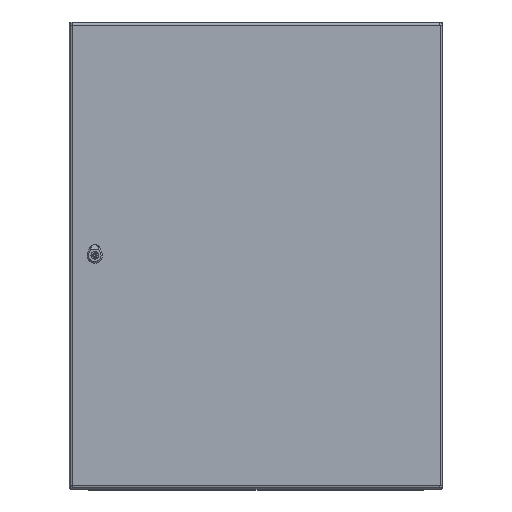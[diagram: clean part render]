
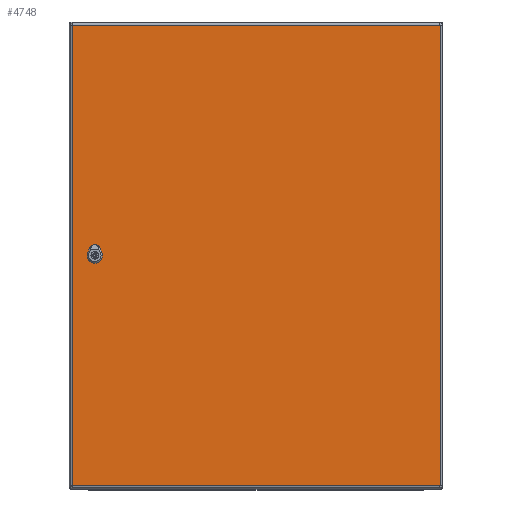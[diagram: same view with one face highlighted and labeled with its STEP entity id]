
A CAD part, top view. The second image highlights one B-rep face of the part: STEP entity #4748.
In plain terms, the highlighted face is planar.
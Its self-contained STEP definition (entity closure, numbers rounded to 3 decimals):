
#2882=FACE_BOUND('',#6835,.T.);
#2883=FACE_BOUND('',#6836,.T.);
#4024=CIRCLE('',#17681,11.25);
#4025=CIRCLE('',#17682,11.25);
#4026=CIRCLE('',#17683,11.25);
#4027=CIRCLE('',#17684,11.25);
#4028=CIRCLE('',#17685,0.4);
#4029=CIRCLE('',#17686,0.4);
#4030=CIRCLE('',#17687,0.4);
#4031=CIRCLE('',#17688,0.4);
#4748=ADVANCED_FACE('',(#2882,#2883),#5322,.F.);
#5322=PLANE('',#17689);
#6835=EDGE_LOOP('',(#9167,#9168,#9169,#9170,#9171,#9172,#9173,#9174));
#6836=EDGE_LOOP('',(#9175,#9176,#9177,#9178,#9179,#9180,#9181,#9182));
#9167=ORIENTED_EDGE('',*,*,#13955,.T.);
#9168=ORIENTED_EDGE('',*,*,#13956,.T.);
#9169=ORIENTED_EDGE('',*,*,#13957,.T.);
#9170=ORIENTED_EDGE('',*,*,#13958,.T.);
#9171=ORIENTED_EDGE('',*,*,#13959,.T.);
#9172=ORIENTED_EDGE('',*,*,#13960,.T.);
#9173=ORIENTED_EDGE('',*,*,#13961,.T.);
#9174=ORIENTED_EDGE('',*,*,#13962,.T.);
#9175=ORIENTED_EDGE('',*,*,#13963,.F.);
#9176=ORIENTED_EDGE('',*,*,#13964,.F.);
#9177=ORIENTED_EDGE('',*,*,#13965,.F.);
#9178=ORIENTED_EDGE('',*,*,#13966,.F.);
#9179=ORIENTED_EDGE('',*,*,#13967,.F.);
#9180=ORIENTED_EDGE('',*,*,#13968,.F.);
#9181=ORIENTED_EDGE('',*,*,#13969,.F.);
#9182=ORIENTED_EDGE('',*,*,#13970,.F.);
#12303=VERTEX_POINT('',#25168);
#12304=VERTEX_POINT('',#25169);
#12305=VERTEX_POINT('',#25171);
#12306=VERTEX_POINT('',#25173);
#12307=VERTEX_POINT('',#25175);
#12308=VERTEX_POINT('',#25177);
#12309=VERTEX_POINT('',#25179);
#12310=VERTEX_POINT('',#25181);
#12311=VERTEX_POINT('',#25184);
#12312=VERTEX_POINT('',#25185);
#12313=VERTEX_POINT('',#25187);
#12314=VERTEX_POINT('',#25189);
#12315=VERTEX_POINT('',#25191);
#12316=VERTEX_POINT('',#25193);
#12317=VERTEX_POINT('',#25195);
#12318=VERTEX_POINT('',#25197);
#13955=EDGE_CURVE('',#12303,#12304,#15457,.T.);
#13956=EDGE_CURVE('',#12304,#12305,#4024,.T.);
#13957=EDGE_CURVE('',#12305,#12306,#15458,.T.);
#13958=EDGE_CURVE('',#12306,#12307,#4025,.T.);
#13959=EDGE_CURVE('',#12307,#12308,#15459,.T.);
#13960=EDGE_CURVE('',#12308,#12309,#4026,.T.);
#13961=EDGE_CURVE('',#12309,#12310,#15460,.T.);
#13962=EDGE_CURVE('',#12310,#12303,#4027,.T.);
#13963=EDGE_CURVE('',#12311,#12312,#4028,.T.);
#13964=EDGE_CURVE('',#12313,#12311,#15461,.T.);
#13965=EDGE_CURVE('',#12314,#12313,#4029,.T.);
#13966=EDGE_CURVE('',#12315,#12314,#15462,.T.);
#13967=EDGE_CURVE('',#12316,#12315,#4030,.T.);
#13968=EDGE_CURVE('',#12317,#12316,#15463,.T.);
#13969=EDGE_CURVE('',#12318,#12317,#4031,.T.);
#13970=EDGE_CURVE('',#12312,#12318,#15464,.T.);
#15457=LINE('',#25167,#16335);
#15458=LINE('',#25172,#16336);
#15459=LINE('',#25176,#16337);
#15460=LINE('',#25180,#16338);
#15461=LINE('',#25186,#16339);
#15462=LINE('',#25190,#16340);
#15463=LINE('',#25194,#16341);
#15464=LINE('',#25198,#16342);
#16335=VECTOR('',#20679,1.);
#16336=VECTOR('',#20682,1.);
#16337=VECTOR('',#20685,1.);
#16338=VECTOR('',#20688,1.);
#16339=VECTOR('',#20693,1.);
#16340=VECTOR('',#20696,1.);
#16341=VECTOR('',#20699,1.);
#16342=VECTOR('',#20702,1.);
#17681=AXIS2_PLACEMENT_3D('',#25170,#20680,#20681);
#17682=AXIS2_PLACEMENT_3D('',#25174,#20683,#20684);
#17683=AXIS2_PLACEMENT_3D('',#25178,#20686,#20687);
#17684=AXIS2_PLACEMENT_3D('',#25182,#20689,#20690);
#17685=AXIS2_PLACEMENT_3D('',#25183,#20691,#20692);
#17686=AXIS2_PLACEMENT_3D('',#25188,#20694,#20695);
#17687=AXIS2_PLACEMENT_3D('',#25192,#20697,#20698);
#17688=AXIS2_PLACEMENT_3D('',#25196,#20700,#20701);
#17689=AXIS2_PLACEMENT_3D('',#25199,#20703,#20704);
#20679=DIRECTION('',(-1.,0.,0.));
#20680=DIRECTION('',(0.,0.,1.));
#20681=DIRECTION('',(1.,0.,0.));
#20682=DIRECTION('',(0.,-1.,0.));
#20683=DIRECTION('',(0.,0.,1.));
#20684=DIRECTION('',(1.,0.,0.));
#20685=DIRECTION('',(1.,0.,0.));
#20686=DIRECTION('',(0.,0.,1.));
#20687=DIRECTION('',(1.,0.,0.));
#20688=DIRECTION('',(0.,1.,0.));
#20689=DIRECTION('',(0.,0.,1.));
#20690=DIRECTION('',(1.,0.,0.));
#20691=DIRECTION('',(0.,0.,1.));
#20692=DIRECTION('',(1.,0.,0.));
#20693=DIRECTION('',(0.,-1.,0.));
#20694=DIRECTION('',(0.,0.,1.));
#20695=DIRECTION('',(1.,0.,0.));
#20696=DIRECTION('',(-1.,0.,0.));
#20697=DIRECTION('',(0.,0.,1.));
#20698=DIRECTION('',(1.,0.,0.));
#20699=DIRECTION('',(0.,1.,0.));
#20700=DIRECTION('',(0.,0.,1.));
#20701=DIRECTION('',(1.,0.,0.));
#20702=DIRECTION('',(1.,0.,0.));
#20703=DIRECTION('',(0.,0.,1.));
#20704=DIRECTION('',(1.,0.,0.));
#25167=CARTESIAN_POINT('',(-393.35,10.2,0.));
#25168=CARTESIAN_POINT('',(350.596,10.2,0.));
#25169=CARTESIAN_POINT('',(341.104,10.2,0.));
#25170=CARTESIAN_POINT('',(345.85,0.,0.));
#25171=CARTESIAN_POINT('',(335.65,4.746,0.));
#25172=CARTESIAN_POINT('',(335.65,493.,0.));
#25173=CARTESIAN_POINT('',(335.65,-4.746,0.));
#25174=CARTESIAN_POINT('',(345.85,0.,0.));
#25175=CARTESIAN_POINT('',(341.104,-10.2,0.));
#25176=CARTESIAN_POINT('',(-393.35,-10.2,0.));
#25177=CARTESIAN_POINT('',(350.596,-10.2,0.));
#25178=CARTESIAN_POINT('',(345.85,0.,0.));
#25179=CARTESIAN_POINT('',(356.05,-4.746,0.));
#25180=CARTESIAN_POINT('',(356.05,493.,0.));
#25181=CARTESIAN_POINT('',(356.05,4.746,0.));
#25182=CARTESIAN_POINT('',(345.85,0.,0.));
#25183=CARTESIAN_POINT('',(-393.35,-493.,0.));
#25184=CARTESIAN_POINT('',(-393.75,-493.,0.));
#25185=CARTESIAN_POINT('',(-393.35,-493.4,0.));
#25186=CARTESIAN_POINT('',(-393.75,493.,0.));
#25187=CARTESIAN_POINT('',(-393.75,493.,0.));
#25188=CARTESIAN_POINT('',(-393.35,493.,0.));
#25189=CARTESIAN_POINT('',(-393.35,493.4,0.));
#25190=CARTESIAN_POINT('',(393.35,493.4,0.));
#25191=CARTESIAN_POINT('',(393.35,493.4,0.));
#25192=CARTESIAN_POINT('',(393.35,493.,0.));
#25193=CARTESIAN_POINT('',(393.75,493.,0.));
#25194=CARTESIAN_POINT('',(393.75,-493.,0.));
#25195=CARTESIAN_POINT('',(393.75,-493.,0.));
#25196=CARTESIAN_POINT('',(393.35,-493.,0.));
#25197=CARTESIAN_POINT('',(393.35,-493.4,0.));
#25198=CARTESIAN_POINT('',(-393.35,-493.4,0.));
#25199=CARTESIAN_POINT('',(-393.35,493.,0.));
